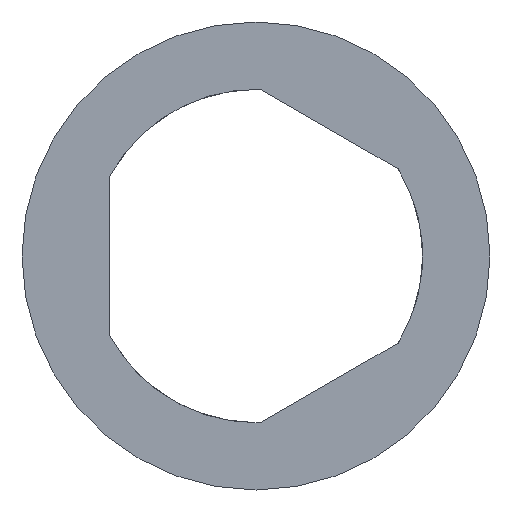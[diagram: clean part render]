
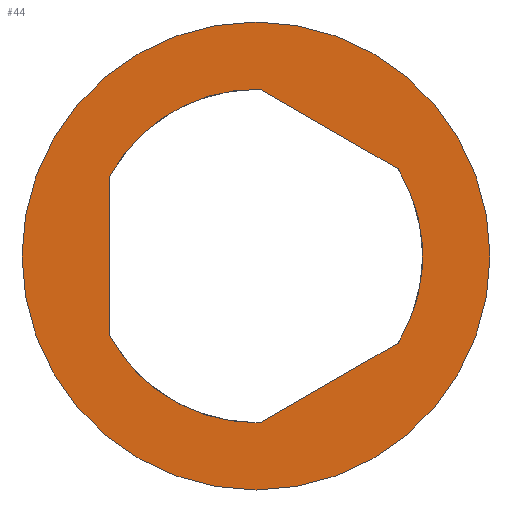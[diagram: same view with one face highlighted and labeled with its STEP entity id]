
A CAD part, front view. The second image highlights one B-rep face of the part: STEP entity #44.
In plain terms, the highlighted planar face has unit normal (0, -1, 0).
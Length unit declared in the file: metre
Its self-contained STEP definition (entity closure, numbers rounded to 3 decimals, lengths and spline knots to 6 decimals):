
#44 = ADVANCED_FACE( 'NONE', ( #86, #87 ), #88, .T. );
#86 = FACE_OUTER_BOUND( '', #127, .T. );
#87 = FACE_BOUND( '', #128, .T. );
#88 = PLANE( '', #129 );
#127 = EDGE_LOOP( '', ( #183 ) );
#128 = EDGE_LOOP( '', ( #184, #185, #186, #187, #188, #189 ) );
#129 = AXIS2_PLACEMENT_3D( '', #190, #191, #192 );
#183 = ORIENTED_EDGE( '', *, *, #248, .T. );
#184 = ORIENTED_EDGE( '', *, *, #249, .F. );
#185 = ORIENTED_EDGE( '', *, *, #246, .F. );
#186 = ORIENTED_EDGE( '', *, *, #250, .F. );
#187 = ORIENTED_EDGE( '', *, *, #232, .F. );
#188 = ORIENTED_EDGE( '', *, *, #251, .F. );
#189 = ORIENTED_EDGE( '', *, *, #237, .F. );
#190 = CARTESIAN_POINT( '', ( 0.00495, 0., 0. ) );
#191 = DIRECTION( '', ( 0., -1., 0. ) );
#192 = DIRECTION( '', ( 0., 0., -1. ) );
#232 = EDGE_CURVE( 'NONE', #265, #261, #267, .T. );
#237 = EDGE_CURVE( 'NONE', #274, #270, #276, .T. );
#246 = EDGE_CURVE( 'NONE', #287, #283, #289, .T. );
#248 = EDGE_CURVE( 'NONE', #291, #291, #292, .T. );
#249 = EDGE_CURVE( 'NONE', #283, #274, #293, .T. );
#250 = EDGE_CURVE( 'NONE', #261, #287, #294, .T. );
#251 = EDGE_CURVE( 'NONE', #270, #265, #295, .T. );
#261 = VERTEX_POINT( 'NONE', #307 );
#265 = VERTEX_POINT( 'NONE', #313 );
#267 = LINE( '', #316, #317 );
#270 = VERTEX_POINT( 'NONE', #320 );
#274 = VERTEX_POINT( 'NONE', #326 );
#276 = LINE( '', #329, #330 );
#283 = VERTEX_POINT( 'NONE', #357 );
#287 = VERTEX_POINT( 'NONE', #363 );
#289 = LINE( '', #366, #367 );
#291 = VERTEX_POINT( '', #369 );
#292 = CIRCLE( '', #370, 0.00695 );
#293 = CIRCLE( '', #371, 0.00495 );
#294 = CIRCLE( '', #372, 0.00495 );
#295 = CIRCLE( '', #373, 0.00495 );
#307 = CARTESIAN_POINT( '', ( 0.000129, 0., 0.004948 ) );
#313 = CARTESIAN_POINT( '', ( 0.004221, 0., 0.002586 ) );
#316 = CARTESIAN_POINT( '', ( 0.000129, 0., 0.004948 ) );
#317 = VECTOR( '', #396, 1. );
#320 = CARTESIAN_POINT( '', ( 0.004221, 0., -0.002586 ) );
#326 = CARTESIAN_POINT( '', ( 0.000129, 0., -0.004948 ) );
#329 = CARTESIAN_POINT( '', ( 0.004221, 0., -0.002586 ) );
#330 = VECTOR( '', #400, 1. );
#357 = CARTESIAN_POINT( '', ( -0.00435, 0., -0.002362 ) );
#363 = CARTESIAN_POINT( '', ( -0.00435, 0., 0.002362 ) );
#366 = CARTESIAN_POINT( '', ( -0.00435, 0., -0.002362 ) );
#367 = VECTOR( '', #404, 1. );
#369 = CARTESIAN_POINT( '', ( 0., 0., -0.00695 ) );
#370 = AXIS2_PLACEMENT_3D( '', #405, #406, #407 );
#371 = AXIS2_PLACEMENT_3D( '', #408, #409, #410 );
#372 = AXIS2_PLACEMENT_3D( '', #411, #412, #413 );
#373 = AXIS2_PLACEMENT_3D( '', #414, #415, #416 );
#396 = DIRECTION( '', ( -0.866, 0., 0.5 ) );
#400 = DIRECTION( '', ( 0.866, 0., 0.5 ) );
#404 = DIRECTION( '', ( 0., 0., -1. ) );
#405 = CARTESIAN_POINT( '', ( 0., 0., 0. ) );
#406 = DIRECTION( '', ( 0., -1., 0. ) );
#407 = DIRECTION( '', ( 0., 0., -1. ) );
#408 = CARTESIAN_POINT( '', ( 0., 0., 0. ) );
#409 = DIRECTION( '', ( 0., -1., 0. ) );
#410 = DIRECTION( '', ( 0., 0., -1. ) );
#411 = CARTESIAN_POINT( '', ( 0., 0., 0. ) );
#412 = DIRECTION( '', ( 0., -1., 0. ) );
#413 = DIRECTION( '', ( 0., 0., -1. ) );
#414 = CARTESIAN_POINT( '', ( 0., 0., 0. ) );
#415 = DIRECTION( '', ( 0., -1., 0. ) );
#416 = DIRECTION( '', ( 0., 0., -1. ) );
